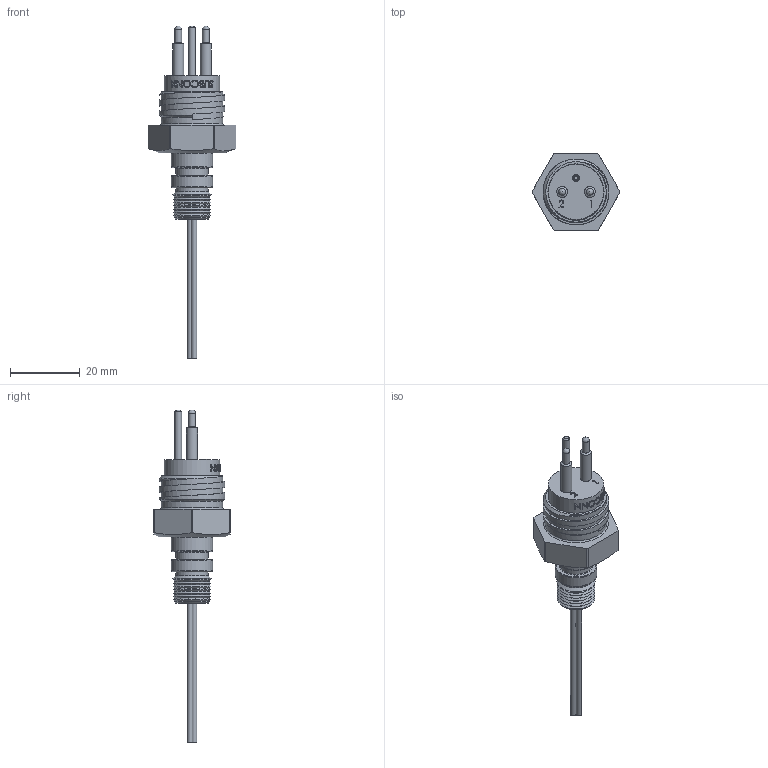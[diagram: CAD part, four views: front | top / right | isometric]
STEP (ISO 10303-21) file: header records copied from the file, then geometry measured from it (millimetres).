
FILE_DESCRIPTION(/* description */ (''),/* implementation_level */ '2;1');
FILE_NAME(/* name */ 'MCBH2M-G2 w 2 o-ring 22mm Hex.stp',/* time_stamp */ '2015-01-05T11:33:34+01:00',/* author */ ('sh'),/* organization */ (''),/* preprocessor_version */ 'ST-DEVELOPER v15.2',/* originating_system */ 'Autodesk Inventor 2014',/* authorisation */ '');
FILE_SCHEMA (('AUTOMOTIVE_DESIGN { 1 0 10303 214 3 1 1 }'));
Length unit declared in the file: inch
Products named in the file (1): MCBH2M-G2 w 2 o-ring 22mm Hex
Bounding box: 25.24 x 22 x 95.31 mm (x, y, z)
Volume: 6470.8 mm3; surface area: 6236.3 mm2
Topology: 7 solids, 7 shells, 226 faces, 570 edges, 381 vertices
Faces by surface type: plane 77, bspline 66, cylinder 41, cone 29, torus 13
Full cylindrical faces by diameter (mm): 1.321 x2, 1.524 x2, 1.981 x3, 1.986 x2, 2.007 x1, 3.175 x2, 5.537 x1, 7.264 x1, 9.322 x1, 9.398 x1, 11.918 x2, 13.5 x1, 15.875 x1, 15.9 x1, 17.704 x1, 17.97 x1
Entity records: 12736 total; most frequent: CARTESIAN_POINT 8071, ORIENTED_EDGE 954, DIRECTION 781, EDGE_CURVE 477, VERTEX_POINT 352, EDGE_LOOP 315, AXIS2_PLACEMENT_3D 300, FACE_OUTER_BOUND 226
